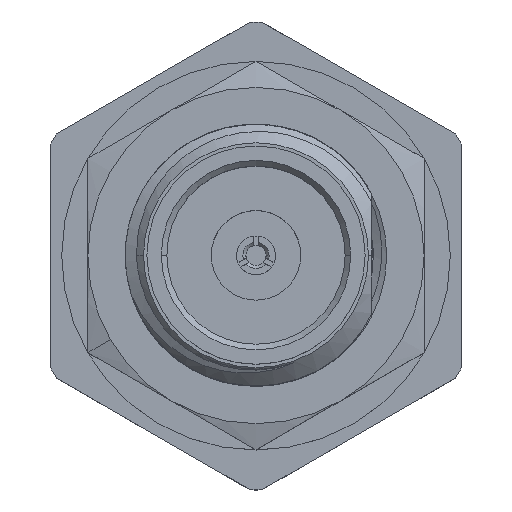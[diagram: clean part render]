
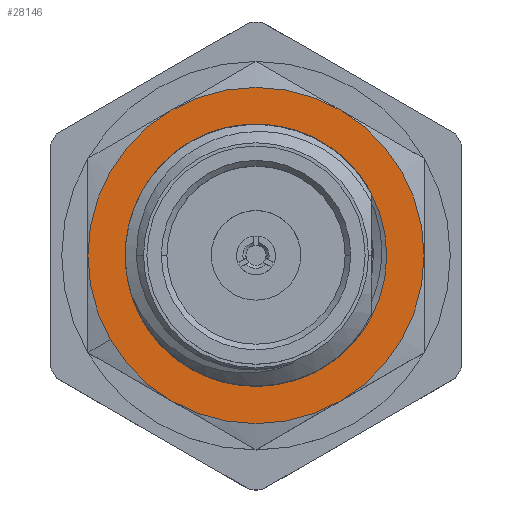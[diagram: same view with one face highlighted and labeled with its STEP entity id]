
A CAD part, top view. The second image highlights one B-rep face of the part: STEP entity #28146.
In plain terms, the highlighted planar face has unit normal (0, 0, 1).
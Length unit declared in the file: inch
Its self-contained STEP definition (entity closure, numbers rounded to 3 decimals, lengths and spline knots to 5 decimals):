
#101 = AXIS2_PLACEMENT_3D ( 'NONE', #9213, #15837, #23016 ) ;
#324 = AXIS2_PLACEMENT_3D ( 'NONE', #26619, #27190, #7081 ) ;
#397 = CIRCLE ( 'NONE', #18698, 0.1378 ) ;
#563 = ORIENTED_EDGE ( 'NONE', *, *, #18157, .T. ) ;
#581 = ORIENTED_EDGE ( 'NONE', *, *, #18249, .T. ) ;
#622 = VERTEX_POINT ( 'NONE', #19932 ) ;
#649 = CARTESIAN_POINT ( 'NONE',  ( -0.32154, 0.00068, 1.15946 ) ) ;
#959 = VERTEX_POINT ( 'NONE', #8819 ) ;
#982 = CARTESIAN_POINT ( 'NONE',  ( -0.11201, 0.13497, 1.15946 ) ) ;
#1115 = DIRECTION ( 'NONE',  ( 0.5, -0.866, 0. ) ) ;
#1221 = CARTESIAN_POINT ( 'NONE',  ( -0.14438, 0.00068, 1.15946 ) ) ;
#1390 = EDGE_CURVE ( 'NONE', #23130, #3267, #28775, .T. ) ;
#1419 = ORIENTED_EDGE ( 'NONE', *, *, #9809, .T. ) ;
#1451 = DIRECTION ( 'NONE',  ( 0., 0., -1. ) ) ;
#2266 = EDGE_CURVE ( 'NONE', #7499, #23715, #20565, .T. ) ;
#2353 = PLANE ( 'NONE',  #13076 ) ;
#2518 = VERTEX_POINT ( 'NONE', #12354 ) ;
#2833 = CARTESIAN_POINT ( 'NONE',  ( -0.10486, 0.13269, 1.15946 ) ) ;
#3015 = DIRECTION ( 'NONE',  ( 0., 0., -1. ) ) ;
#3084 = DIRECTION ( 'NONE',  ( 0., 0., -1. ) ) ;
#3267 = VERTEX_POINT ( 'NONE', #23755 ) ;
#3331 = DIRECTION ( 'NONE',  ( 0., 0., -1. ) ) ;
#3490 = DIRECTION ( 'NONE',  ( 0., 0., -1. ) ) ;
#3550 = EDGE_CURVE ( 'NONE', #959, #8271, #12999, .T. ) ;
#3754 = ORIENTED_EDGE ( 'NONE', *, *, #16232, .F. ) ;
#3979 = VERTEX_POINT ( 'NONE', #25384 ) ;
#4073 = EDGE_CURVE ( 'NONE', #8271, #3979, #4527, .T. ) ;
#4527 = CIRCLE ( 'NONE', #20006, 0.17717 ) ;
#5405 = CARTESIAN_POINT ( 'NONE',  ( -0.10844, 0.13383, 1.15946 ) ) ;
#5536 = CARTESIAN_POINT ( 'NONE',  ( -0.14438, 0.00068, 1.15946 ) ) ;
#6507 = EDGE_LOOP ( 'NONE', ( #22074, #10765, #3754, #26160, #24826, #28417, #27600 ) ) ;
#6612 = FACE_OUTER_BOUND ( 'NONE', #6507, .T. ) ;
#6674 = B_SPLINE_CURVE_WITH_KNOTS ( 'NONE', 3,
 ( #18144, #11268, #11687, #11831 ),
 .UNSPECIFIED., .F., .F.,
 ( 4, 4 ),
 ( 0., 1. ),
 .UNSPECIFIED. ) ;
#6747 = CARTESIAN_POINT ( 'NONE',  ( -0.14438, 0.00068, 1.15946 ) ) ;
#6748 = FACE_BOUND ( 'NONE', #20988, .T. ) ;
#7041 = DIRECTION ( 'NONE',  ( 0.5, -0.866, 0. ) ) ;
#7081 = DIRECTION ( 'NONE',  ( 0.5, -0.866, 0. ) ) ;
#7499 = VERTEX_POINT ( 'NONE', #18954 ) ;
#7702 = DIRECTION ( 'NONE',  ( 0.5, -0.866, 0. ) ) ;
#7754 = CARTESIAN_POINT ( 'NONE',  ( -0.14438, 0.00068, 1.15946 ) ) ;
#8271 = VERTEX_POINT ( 'NONE', #11012 ) ;
#8819 = CARTESIAN_POINT ( 'NONE',  ( -0.23296, 0.15411, 1.15946 ) ) ;
#8830 = AXIS2_PLACEMENT_3D ( 'NONE', #25891, #21354, #23246 ) ;
#9213 = CARTESIAN_POINT ( 'NONE',  ( -0.14438, 0.00068, 1.15946 ) ) ;
#9404 = EDGE_CURVE ( 'NONE', #28219, #23130, #13236, .T. ) ;
#9622 = DIRECTION ( 'NONE',  ( 0., 0., -1. ) ) ;
#9669 = ORIENTED_EDGE ( 'NONE', *, *, #2266, .T. ) ;
#9809 = EDGE_CURVE ( 'NONE', #18404, #622, #6674, .T. ) ;
#9942 = DIRECTION ( 'NONE',  ( 0.5, -0.866, 0. ) ) ;
#10162 = CARTESIAN_POINT ( 'NONE',  ( -0.14438, 0.00068, 1.15946 ) ) ;
#10485 = CARTESIAN_POINT ( 'NONE',  ( -0.14438, 0.00068, 1.15946 ) ) ;
#10765 = ORIENTED_EDGE ( 'NONE', *, *, #3550, .F. ) ;
#10936 = VERTEX_POINT ( 'NONE', #16611 ) ;
#11012 = CARTESIAN_POINT ( 'NONE',  ( -0.05579, 0.15411, 1.15946 ) ) ;
#11179 = ORIENTED_EDGE ( 'NONE', *, *, #27602, .T. ) ;
#11207 = EDGE_CURVE ( 'NONE', #23715, #19864, #15404, .T. ) ;
#11268 = CARTESIAN_POINT ( 'NONE',  ( -0.24207, 0.09802, 1.15946 ) ) ;
#11303 = DIRECTION ( 'NONE',  ( 0.5, -0.866, 0. ) ) ;
#11687 = CARTESIAN_POINT ( 'NONE',  ( -0.23955, 0.1008, 1.15946 ) ) ;
#11831 = CARTESIAN_POINT ( 'NONE',  ( -0.23702, 0.10357, 1.15946 ) ) ;
#12218 = DIRECTION ( 'NONE',  ( 0.5, -0.866, 0. ) ) ;
#12354 = CARTESIAN_POINT ( 'NONE',  ( -0.2136, 0.12059, 1.15946 ) ) ;
#12519 = DIRECTION ( 'NONE',  ( 0., 0., -1. ) ) ;
#12999 = CIRCLE ( 'NONE', #324, 0.17717 ) ;
#13076 = AXIS2_PLACEMENT_3D ( 'NONE', #15988, #18182, #7041 ) ;
#13236 = CIRCLE ( 'NONE', #101, 0.17717 ) ;
#13506 = AXIS2_PLACEMENT_3D ( 'NONE', #5536, #3490, #1115 ) ;
#13753 = CARTESIAN_POINT ( 'NONE',  ( -0.2446, 0.09524, 1.15946 ) ) ;
#14360 = CARTESIAN_POINT ( 'NONE',  ( -0.05579, -0.15275, 1.15946 ) ) ;
#14404 = AXIS2_PLACEMENT_3D ( 'NONE', #10162, #23685, #12218 ) ;
#14515 = DIRECTION ( 'NONE',  ( 0., 0., -1. ) ) ;
#15383 = CIRCLE ( 'NONE', #27090, 0.13846 ) ;
#15404 = CIRCLE ( 'NONE', #16815, 0.1378 ) ;
#15837 = DIRECTION ( 'NONE',  ( 0., 0., -1. ) ) ;
#15851 = CIRCLE ( 'NONE', #13506, 0.17717 ) ;
#15988 = CARTESIAN_POINT ( 'NONE',  ( 0.00905, 0.08926, 1.15946 ) ) ;
#16232 = EDGE_CURVE ( 'NONE', #28915, #959, #22320, .T. ) ;
#16611 = CARTESIAN_POINT ( 'NONE',  ( -0.26371, -0.06822, 1.15946 ) ) ;
#16815 = AXIS2_PLACEMENT_3D ( 'NONE', #6747, #9622, #11303 ) ;
#17528 = AXIS2_PLACEMENT_3D ( 'NONE', #10485, #3331, #7702 ) ;
#18144 = CARTESIAN_POINT ( 'NONE',  ( -0.2446, 0.09524, 1.15946 ) ) ;
#18157 = EDGE_CURVE ( 'NONE', #10936, #18404, #27067, .T. ) ;
#18182 = DIRECTION ( 'NONE',  ( 0., 0., 1. ) ) ;
#18249 = EDGE_CURVE ( 'NONE', #2518, #7499, #15383, .T. ) ;
#18404 = VERTEX_POINT ( 'NONE', #13753 ) ;
#18698 = AXIS2_PLACEMENT_3D ( 'NONE', #27729, #14515, #23476 ) ;
#18770 = CARTESIAN_POINT ( 'NONE',  ( -0.14438, 0.00068, 1.15946 ) ) ;
#18896 = CARTESIAN_POINT ( 'NONE',  ( -0.10486, 0.13269, 1.15946 ) ) ;
#18954 = CARTESIAN_POINT ( 'NONE',  ( -0.11559, 0.13611, 1.15946 ) ) ;
#19000 = CARTESIAN_POINT ( 'NONE',  ( -0.14438, 0.00068, 1.15946 ) ) ;
#19864 = VERTEX_POINT ( 'NONE', #27089 ) ;
#19932 = CARTESIAN_POINT ( 'NONE',  ( -0.23702, 0.10357, 1.15946 ) ) ;
#20006 = AXIS2_PLACEMENT_3D ( 'NONE', #7754, #1451, #25974 ) ;
#20565 = B_SPLINE_CURVE_WITH_KNOTS ( 'NONE', 3,
 ( #21110, #982, #5405, #18896 ),
 .UNSPECIFIED., .F., .F.,
 ( 4, 4 ),
 ( 0., 1. ),
 .UNSPECIFIED. ) ;
#20988 = EDGE_LOOP ( 'NONE', ( #9669, #28768, #24039, #563, #1419, #11179, #581 ) ) ;
#21104 = CARTESIAN_POINT ( 'NONE',  ( -0.23296, -0.15275, 1.15946 ) ) ;
#21110 = CARTESIAN_POINT ( 'NONE',  ( -0.11559, 0.13611, 1.15946 ) ) ;
#21354 = DIRECTION ( 'NONE',  ( 0., 0., -1. ) ) ;
#21501 = DIRECTION ( 'NONE',  ( 0.5, -0.866, 0. ) ) ;
#21964 = CIRCLE ( 'NONE', #22438, 0.13846 ) ;
#22074 = ORIENTED_EDGE ( 'NONE', *, *, #4073, .F. ) ;
#22320 = CIRCLE ( 'NONE', #24671, 0.17717 ) ;
#22438 = AXIS2_PLACEMENT_3D ( 'NONE', #1221, #12519, #21501 ) ;
#23016 = DIRECTION ( 'NONE',  ( 0.5, -0.866, 0. ) ) ;
#23130 = VERTEX_POINT ( 'NONE', #21104 ) ;
#23246 = DIRECTION ( 'NONE',  ( 0.5, -0.866, 0. ) ) ;
#23476 = DIRECTION ( 'NONE',  ( 0.5, -0.866, 0. ) ) ;
#23685 = DIRECTION ( 'NONE',  ( 0., 0., -1. ) ) ;
#23715 = VERTEX_POINT ( 'NONE', #2833 ) ;
#23755 = CARTESIAN_POINT ( 'NONE',  ( -0.2978, -0.0879, 1.15946 ) ) ;
#24039 = ORIENTED_EDGE ( 'NONE', *, *, #28160, .T. ) ;
#24671 = AXIS2_PLACEMENT_3D ( 'NONE', #19000, #3015, #27660 ) ;
#24826 = ORIENTED_EDGE ( 'NONE', *, *, #1390, .F. ) ;
#25384 = CARTESIAN_POINT ( 'NONE',  ( 0.03279, 0.00068, 1.15946 ) ) ;
#25891 = CARTESIAN_POINT ( 'NONE',  ( -0.14438, 0.00068, 1.15946 ) ) ;
#25974 = DIRECTION ( 'NONE',  ( 0.5, -0.866, 0. ) ) ;
#26160 = ORIENTED_EDGE ( 'NONE', *, *, #27589, .F. ) ;
#26619 = CARTESIAN_POINT ( 'NONE',  ( -0.14438, 0.00068, 1.15946 ) ) ;
#27067 = CIRCLE ( 'NONE', #14404, 0.1378 ) ;
#27089 = CARTESIAN_POINT ( 'NONE',  ( -0.02504, 0.06958, 1.15946 ) ) ;
#27090 = AXIS2_PLACEMENT_3D ( 'NONE', #18770, #3084, #9942 ) ;
#27190 = DIRECTION ( 'NONE',  ( 0., 0., -1. ) ) ;
#27205 = EDGE_CURVE ( 'NONE', #3979, #28219, #15851, .T. ) ;
#27589 = EDGE_CURVE ( 'NONE', #3267, #28915, #29012, .T. ) ;
#27600 = ORIENTED_EDGE ( 'NONE', *, *, #27205, .F. ) ;
#27602 = EDGE_CURVE ( 'NONE', #622, #2518, #21964, .T. ) ;
#27660 = DIRECTION ( 'NONE',  ( 0.5, -0.866, 0. ) ) ;
#27729 = CARTESIAN_POINT ( 'NONE',  ( -0.14438, 0.00068, 1.15946 ) ) ;
#28146 = ADVANCED_FACE ( 'NONE', ( #6748, #6612 ), #2353, .T. ) ;
#28160 = EDGE_CURVE ( 'NONE', #19864, #10936, #397, .T. ) ;
#28219 = VERTEX_POINT ( 'NONE', #14360 ) ;
#28417 = ORIENTED_EDGE ( 'NONE', *, *, #9404, .F. ) ;
#28768 = ORIENTED_EDGE ( 'NONE', *, *, #11207, .T. ) ;
#28775 = CIRCLE ( 'NONE', #17528, 0.17717 ) ;
#28915 = VERTEX_POINT ( 'NONE', #649 ) ;
#29012 = CIRCLE ( 'NONE', #8830, 0.17717 ) ;
